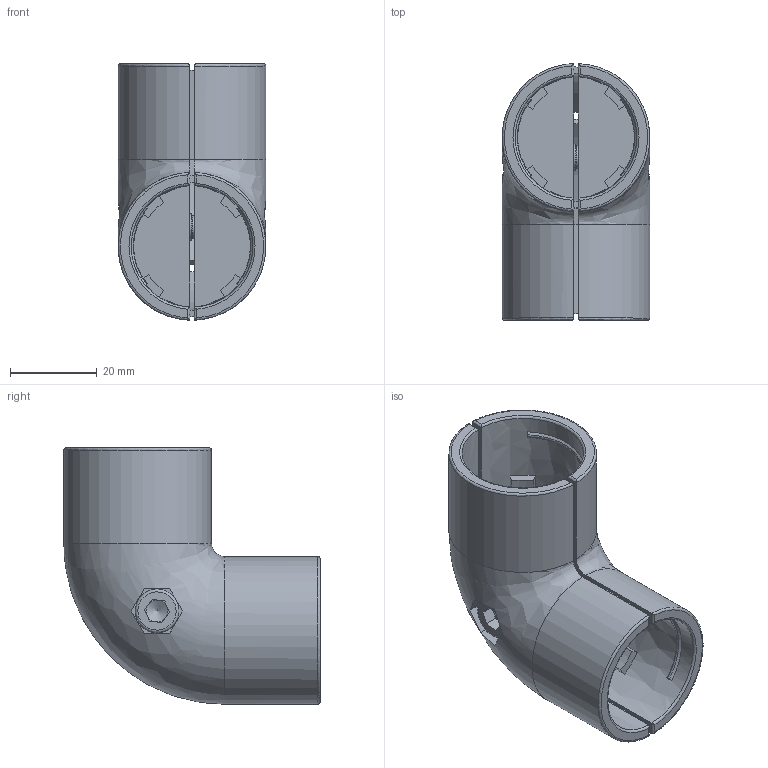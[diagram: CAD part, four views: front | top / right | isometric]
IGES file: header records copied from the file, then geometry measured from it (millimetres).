
Global section: file name: 350008; native system: Autodesk Inventor 2018; preprocessor: unknown; author: Swarna; date: 20190413.120630; units: millimetre
Bounding box: 34 x 58.99 x 58.99 mm (x, y, z)
Volume: 34440.1 mm3; surface area: 22940 mm2
Topology: 4 solids, 4 shells, 318 faces, 816 edges, 529 vertices
Faces by surface type: bspline 318
